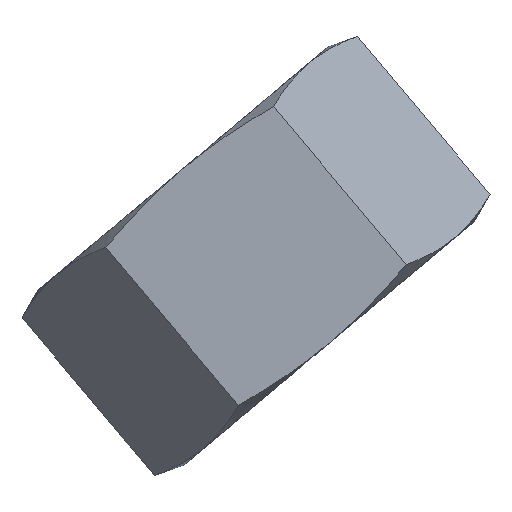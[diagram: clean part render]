
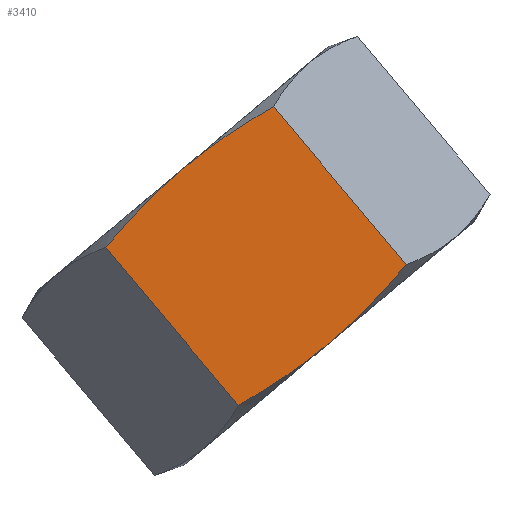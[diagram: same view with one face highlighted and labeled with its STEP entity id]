
A CAD part, front view. The second image highlights one B-rep face of the part: STEP entity #3410.
In plain terms, the highlighted face is planar.
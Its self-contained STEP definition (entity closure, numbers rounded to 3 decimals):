
#350=CARTESIAN_POINT('',(0.,0.,-9.));
#360=VERTEX_POINT('',#350);
#1650=CARTESIAN_POINT('',(-5.196,0.507,-9.));
#1660=VERTEX_POINT('',#1650);
#1700=CARTESIAN_POINT('',(-5.196,0.507,-9.));
#1710=CARTESIAN_POINT('',(-4.84,0.442,-9.));
#1720=CARTESIAN_POINT('',(-4.134,0.323,-9.));
#1730=CARTESIAN_POINT('',(-3.093,0.182,-9.));
#1740=CARTESIAN_POINT('',(-2.067,0.079,
-9.));
#1750=CARTESIAN_POINT('',(-1.029,0.014,
-9.));
#1760=CARTESIAN_POINT('',(-0.343,0.,
-9.));
#1770=CARTESIAN_POINT('',(0.,0.,
-9.));
#1780=B_SPLINE_CURVE_WITH_KNOTS('',3,(#1700,#1710,#1720,#1730,#1740,
#1750,#1760,#1770),.UNSPECIFIED.,.F.,.F.,(4,1,1,1,1,4),(0.,0.2,0.4,0.6,
0.8,1.),.UNSPECIFIED.);
#1790=EDGE_CURVE('',#1660,#360,#1780,.T.);
#2500=CARTESIAN_POINT('',(-5.196,0.507,-9.));
#2510=DIRECTION('',(0.,1.,0.));
#2520=VECTOR('',#2510,9.786);
#2530=LINE('',#2500,#2520);
#2540=CARTESIAN_POINT('',(-5.196,10.293,-9.));
#2550=VERTEX_POINT('',#2540);
#2560=EDGE_CURVE('',#1660,#2550,#2530,.T.);
#2870=CARTESIAN_POINT('',(5.196,0.,-9.));
#2880=DIRECTION('',(0.,0.,-1.));
#2890=DIRECTION('',(-1.,0.,0.));
#2900=AXIS2_PLACEMENT_3D('',#2870,#2880,#2890);
#2910=PLANE('',#2900);
#2920=CARTESIAN_POINT('',(0.,0.,
-9.));
#2930=CARTESIAN_POINT('',(0.345,0.,
-9.));
#2940=CARTESIAN_POINT('',(1.034,0.014,
-9.));
#2950=CARTESIAN_POINT('',(2.075,0.079,
-9.));
#2960=CARTESIAN_POINT('',(3.102,0.183,-9.));
#2970=CARTESIAN_POINT('',(4.141,0.325,-9.));
#2980=CARTESIAN_POINT('',(4.843,0.442,-9.));
#2990=CARTESIAN_POINT('',(5.196,0.507,-9.));
#3000=B_SPLINE_CURVE_WITH_KNOTS('',3,(#2920,#2930,#2940,#2950,#2960,
#2970,#2980,#2990),.UNSPECIFIED.,.F.,.F.,(4,1,1,1,1,4),(0.,0.2,0.4,0.6,
0.8,1.),.UNSPECIFIED.);
#3010=CARTESIAN_POINT('',(5.196,0.507,-9.));
#3020=VERTEX_POINT('',#3010);
#3030=EDGE_CURVE('',#360,#3020,#3000,.T.);
#3040=ORIENTED_EDGE('',*,*,#3030,.F.);
#3050=CARTESIAN_POINT('',(5.196,0.507,-9.));
#3060=DIRECTION('',(0.,1.,0.));
#3070=VECTOR('',#3060,9.786);
#3080=LINE('',#3050,#3070);
#3090=CARTESIAN_POINT('',(5.196,10.293,-9.));
#3100=VERTEX_POINT('',#3090);
#3110=EDGE_CURVE('',#3020,#3100,#3080,.T.);
#3120=ORIENTED_EDGE('',*,*,#3110,.F.);
#3130=CARTESIAN_POINT('',(0.,10.8,
-9.));
#3140=CARTESIAN_POINT('',(0.345,10.8,-9.)
);
#3150=CARTESIAN_POINT('',(1.034,10.786,-9.))
;
#3160=CARTESIAN_POINT('',(2.075,10.721,-9.)
);
#3170=CARTESIAN_POINT('',(3.102,10.617,-9.));
#3180=CARTESIAN_POINT('',(4.141,10.475,-9.));
#3190=CARTESIAN_POINT('',(4.843,10.358,-9.));
#3200=CARTESIAN_POINT('',(5.196,10.293,-9.));
#3210=B_SPLINE_CURVE_WITH_KNOTS('',3,(#3130,#3140,#3150,#3160,#3170,
#3180,#3190,#3200),.UNSPECIFIED.,.F.,.F.,(4,1,1,1,1,4),(0.,0.2,0.4,0.6,
0.8,1.),.UNSPECIFIED.);
#3220=CARTESIAN_POINT('',(0.,10.8,-9.));
#3230=VERTEX_POINT('',#3220);
#3240=EDGE_CURVE('',#3230,#3100,#3210,.T.);
#3250=ORIENTED_EDGE('',*,*,#3240,.T.);
#3260=CARTESIAN_POINT('',(-5.196,10.293,-9.));
#3270=CARTESIAN_POINT('',(-4.84,10.358,-9.));
#3280=CARTESIAN_POINT('',(-4.134,10.477,-9.));
#3290=CARTESIAN_POINT('',(-3.093,10.618,-9.));
#3300=CARTESIAN_POINT('',(-2.067,10.721,-9.
));
#3310=CARTESIAN_POINT('',(-1.029,10.786,-9.
));
#3320=CARTESIAN_POINT('',(-0.343,10.8,-9.
));
#3330=CARTESIAN_POINT('',(0.,10.8,
-9.));
#3340=B_SPLINE_CURVE_WITH_KNOTS('',3,(#3260,#3270,#3280,#3290,#3300,
#3310,#3320,#3330),.UNSPECIFIED.,.F.,.F.,(4,1,1,1,1,4),(0.,0.2,0.4,0.6,
0.8,1.),.UNSPECIFIED.);
#3350=EDGE_CURVE('',#2550,#3230,#3340,.T.);
#3360=ORIENTED_EDGE('',*,*,#3350,.T.);
#3370=ORIENTED_EDGE('',*,*,#2560,.T.);
#3380=ORIENTED_EDGE('',*,*,#1790,.F.);
#3390=EDGE_LOOP('',(#3380,#3370,#3360,#3250,#3120,#3040));
#3400=FACE_OUTER_BOUND('',#3390,.T.);
#3410=ADVANCED_FACE('',(#3400),#2910,.T.);
